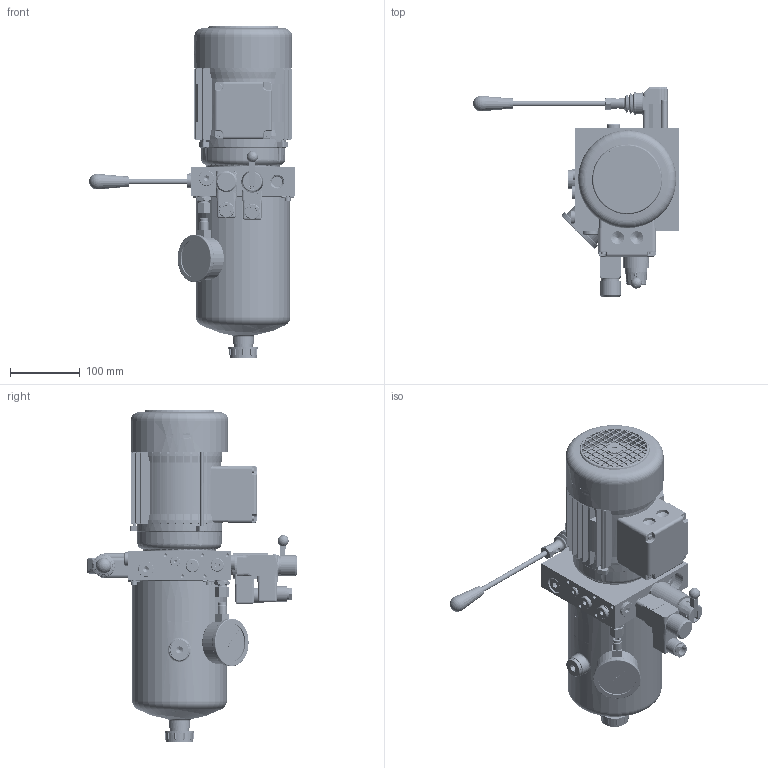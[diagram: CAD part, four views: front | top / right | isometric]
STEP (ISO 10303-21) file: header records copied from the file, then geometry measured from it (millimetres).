
FILE_DESCRIPTION((''),'2;1');
FILE_NAME('3515_000_026_000000','2016-05-18T',('bahs'),(''),'PRO/ENGINEER BY PARAMETRIC TECHNOLOGY CORPORATION, 2010230','PRO/ENGINEER BY PARAMETRIC TECHNOLOGY CORPORATION, 2010230','');
FILE_SCHEMA(('AUTOMOTIVE_DESIGN_CC2 { 1 2 10303 214 -1 1 5 2 }'));
Products named in the file (1): 3515_000_026_000000
Bounding box: 294.3 x 299.8 x 474.5 mm (x, y, z)
Volume: 2784223.9 mm3; surface area: 792123.4 mm2
Topology: 14 solids, 83 shells, 4059 faces, 10457 edges, 6511 vertices
Faces by surface type: plane 1559, cylinder 1207, cone 682, torus 434, bspline 105, sphere 48, revolution 24
Entity records: 184463 total; most frequent: CARTESIAN_POINT 53656, DIRECTION 21004, ORIENTED_EDGE 20574, PRESENTATION_STYLE_ASSIGNMENT 10370, STYLED_ITEM 10301, CURVE_STYLE 10287, EDGE_CURVE 10287, AXIS2_PLACEMENT_3D 8034
